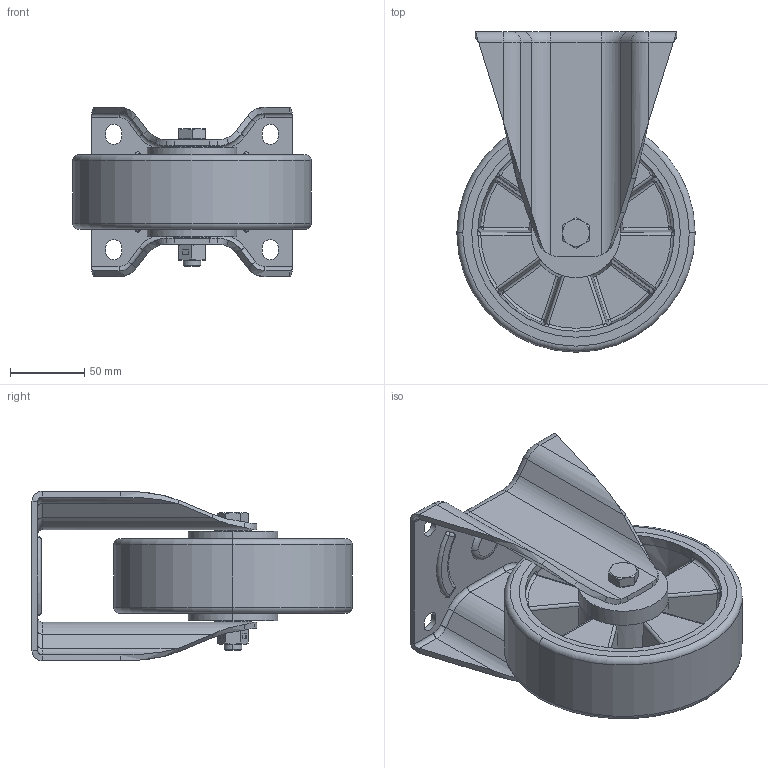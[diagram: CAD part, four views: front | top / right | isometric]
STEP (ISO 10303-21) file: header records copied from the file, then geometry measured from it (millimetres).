
FILE_DESCRIPTION (( 'STEP AP214' ), '1' );
FILE_NAME ('0015519BL_B-IG-PUZA-160-K.STEP', '2017-02-15T09:45:24', ( '' ), ( '' ), 'SwSTEP 2.0', 'SolidWorks 2016', '' );
FILE_SCHEMA (( 'AUTOMOTIVE_DESIGN' ));
Length unit declared in the file: millimetre
Products named in the file (1): 0015519BL_B-IG-PUZA-160-K
Bounding box: 160 x 215 x 114 mm (x, y, z)
Volume: 758043.9 mm3; surface area: 253703.7 mm2
Topology: 7 solids, 7 shells, 522 faces, 1210 edges, 708 vertices
Faces by surface type: cylinder 146, plane 138, bspline 80, cone 68, torus 50, sphere 40
Entity records: 23742 total; most frequent: CARTESIAN_POINT 6807, ORIENTED_EDGE 2404, DIRECTION 2222, EDGE_CURVE 1202, AXIS2_PLACEMENT_3D 921, VERTEX_POINT 708, EDGE_LOOP 558, UNCERTAINTY_MEASURE_WITH_UNIT 531
